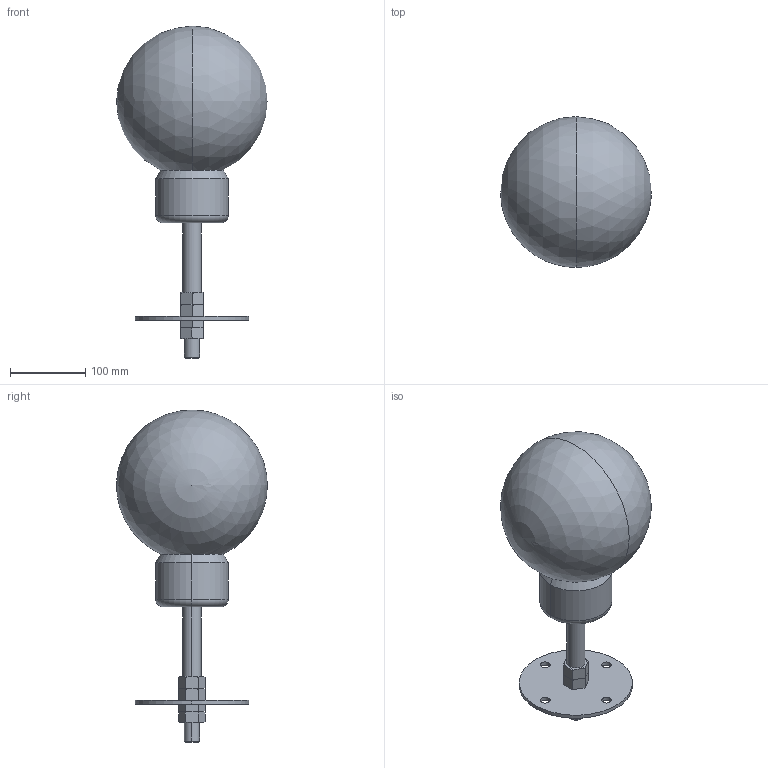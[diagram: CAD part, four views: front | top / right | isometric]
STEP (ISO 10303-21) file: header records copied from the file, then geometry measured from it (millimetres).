
FILE_DESCRIPTION (( 'STEP AP203' ), '1' );
FILE_NAME ('ALB‘å.STEP', '2024-12-03T01:07:06', ( '' ), ( '' ), 'SwSTEP 2.0', 'SolidWorks 2024', '' );
FILE_SCHEMA (( 'CONFIG_CONTROL_DESIGN' ));
Length unit declared in the file: millimetre
Products named in the file (1): ALB大
Bounding box: 200 x 199.9 x 440 mm (x, y, z)
Volume: 4833264.2 mm3; surface area: 198329.6 mm2
Topology: 1 solids, 1 shells, 90 faces, 201 edges, 116 vertices
Faces by surface type: plane 42, cone 28, cylinder 16, torus 2, sphere 2
Entity records: 2689 total; most frequent: CARTESIAN_POINT 688, DIRECTION 398, ORIENTED_EDGE 392, EDGE_CURVE 196, AXIS2_PLACEMENT_3D 159, VERTEX_POINT 113, EDGE_LOOP 103, FACE_OUTER_BOUND 90
